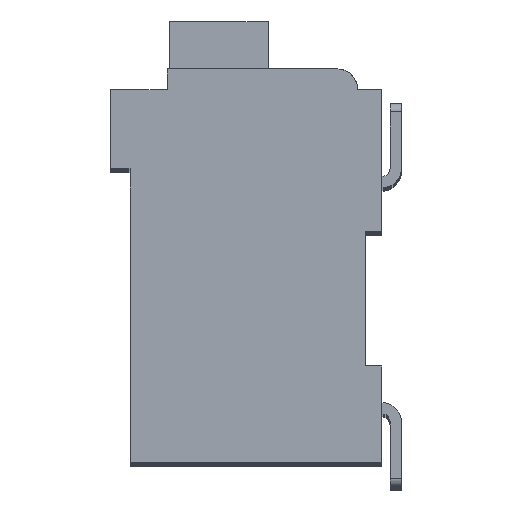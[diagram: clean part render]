
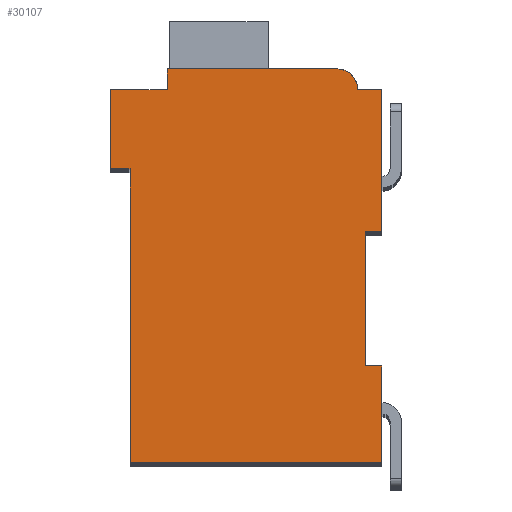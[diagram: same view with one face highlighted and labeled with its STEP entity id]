
A CAD part, top view. The second image highlights one B-rep face of the part: STEP entity #30107.
In plain terms, the highlighted planar face has unit normal (0, 0, 1).
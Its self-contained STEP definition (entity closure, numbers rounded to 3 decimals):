
#9270=DIRECTION('',(1.,0.,0.));
#9271=VECTOR('',#9270,0.5);
#9272=CARTESIAN_POINT('',(7.3,7.15,2.1));
#9273=LINE('',#9272,#9271);
#9274=DIRECTION('',(0.,1.,0.));
#9275=VECTOR('',#9274,4.15);
#9276=CARTESIAN_POINT('',(7.3,3.,2.1));
#9277=LINE('',#9276,#9275);
#9278=DIRECTION('',(-1.,0.,0.));
#9279=VECTOR('',#9278,0.5);
#9280=CARTESIAN_POINT('',(7.8,3.,2.1));
#9281=LINE('',#9280,#9279);
#9282=DIRECTION('',(0.,1.,0.));
#9283=VECTOR('',#9282,3.);
#9284=CARTESIAN_POINT('',(7.8,0.,2.1));
#9285=LINE('',#9284,#9283);
#9286=DIRECTION('',(1.,0.,0.));
#9287=VECTOR('',#9286,7.8);
#9288=CARTESIAN_POINT('',(0.,0.,2.1));
#9289=LINE('',#9288,#9287);
#9290=DIRECTION('',(0.,-1.,0.));
#9291=VECTOR('',#9290,9.1);
#9292=CARTESIAN_POINT('',(0.,9.1,2.1));
#9293=LINE('',#9292,#9291);
#9294=DIRECTION('',(1.,0.,0.));
#9295=VECTOR('',#9294,0.6);
#9296=CARTESIAN_POINT('',(-0.6,9.1,2.1));
#9297=LINE('',#9296,#9295);
#9298=DIRECTION('',(0.,-1.,0.));
#9299=VECTOR('',#9298,2.45);
#9300=CARTESIAN_POINT('',(-0.6,11.55,2.1));
#9301=LINE('',#9300,#9299);
#9302=DIRECTION('',(-1.,0.,0.));
#9303=VECTOR('',#9302,1.75);
#9304=CARTESIAN_POINT('',(1.15,11.55,2.1));
#9305=LINE('',#9304,#9303);
#9306=DIRECTION('',(0.,-1.,0.));
#9307=VECTOR('',#9306,0.65);
#9308=CARTESIAN_POINT('',(1.15,12.2,2.1));
#9309=LINE('',#9308,#9307);
#9310=DIRECTION('',(-1.,0.,0.));
#9311=VECTOR('',#9310,5.25);
#9312=CARTESIAN_POINT('',(6.4,12.2,2.1));
#9313=LINE('',#9312,#9311);
#9314=CARTESIAN_POINT('',(6.4,11.55,2.1));
#9315=DIRECTION('',(0.,0.,1.));
#9316=DIRECTION('',(1.,0.,0.));
#9317=AXIS2_PLACEMENT_3D('',#9314,#9315,#9316);
#9319=DIRECTION('',(-1.,0.,0.));
#9320=VECTOR('',#9319,0.75);
#9321=CARTESIAN_POINT('',(7.8,11.55,2.1));
#9322=LINE('',#9321,#9320);
#9323=DIRECTION('',(0.,1.,0.));
#9324=VECTOR('',#9323,4.4);
#9325=CARTESIAN_POINT('',(7.8,7.15,2.1));
#9326=LINE('',#9325,#9324);
#15031=CARTESIAN_POINT('',(7.3,7.15,2.1));
#15032=CARTESIAN_POINT('',(7.8,7.15,2.1));
#15033=VERTEX_POINT('',#15031);
#15034=VERTEX_POINT('',#15032);
#15035=CARTESIAN_POINT('',(7.8,11.55,2.1));
#15036=VERTEX_POINT('',#15035);
#15037=CARTESIAN_POINT('',(7.05,11.55,2.1));
#15038=VERTEX_POINT('',#15037);
#15039=CARTESIAN_POINT('',(6.4,12.2,2.1));
#15040=VERTEX_POINT('',#15039);
#15041=CARTESIAN_POINT('',(1.15,12.2,2.1));
#15042=VERTEX_POINT('',#15041);
#15043=CARTESIAN_POINT('',(1.15,11.55,2.1));
#15044=VERTEX_POINT('',#15043);
#15045=CARTESIAN_POINT('',(-0.6,11.55,2.1));
#15046=VERTEX_POINT('',#15045);
#15047=CARTESIAN_POINT('',(-0.6,9.1,2.1));
#15048=VERTEX_POINT('',#15047);
#15049=CARTESIAN_POINT('',(0.,9.1,2.1));
#15050=VERTEX_POINT('',#15049);
#15051=CARTESIAN_POINT('',(0.,0.,2.1));
#15052=VERTEX_POINT('',#15051);
#15053=CARTESIAN_POINT('',(7.8,0.,2.1));
#15054=VERTEX_POINT('',#15053);
#15055=CARTESIAN_POINT('',(7.8,3.,2.1));
#15056=VERTEX_POINT('',#15055);
#15057=CARTESIAN_POINT('',(7.3,3.,2.1));
#15058=VERTEX_POINT('',#15057);
#30086=CARTESIAN_POINT('',(0.,0.,2.1));
#30087=DIRECTION('',(0.,0.,1.));
#30088=DIRECTION('',(1.,0.,0.));
#30089=AXIS2_PLACEMENT_3D('',#30086,#30087,#30088);
#30090=PLANE('',#30089);
#30091=ORIENTED_EDGE('',*,*,#19760,.F.);
#30092=ORIENTED_EDGE('',*,*,#20470,.F.);
#30093=ORIENTED_EDGE('',*,*,#25726,.F.);
#30094=ORIENTED_EDGE('',*,*,#26111,.F.);
#30095=ORIENTED_EDGE('',*,*,#26560,.F.);
#30096=ORIENTED_EDGE('',*,*,#27157,.F.);
#30097=ORIENTED_EDGE('',*,*,#27408,.F.);
#30098=ORIENTED_EDGE('',*,*,#27642,.F.);
#30099=ORIENTED_EDGE('',*,*,#27995,.F.);
#30100=ORIENTED_EDGE('',*,*,#28676,.F.);
#30101=ORIENTED_EDGE('',*,*,#29210,.F.);
#30102=ORIENTED_EDGE('',*,*,#28046,.F.);
#30103=ORIENTED_EDGE('',*,*,#28487,.F.);
#30104=ORIENTED_EDGE('',*,*,#20365,.F.);
#30105=EDGE_LOOP('',(#30091,#30092,#30093,#30094,#30095,#30096,#30097,#30098,
#30099,#30100,#30101,#30102,#30103,#30104));
#30106=FACE_OUTER_BOUND('',#30105,.F.);
#9318=CIRCLE('',#9317,0.65);
#19760=EDGE_CURVE('',#15033,#15034,#9273,.T.);
#20365=EDGE_CURVE('',#15034,#15036,#9326,.T.);
#20470=EDGE_CURVE('',#15058,#15033,#9277,.T.);
#25726=EDGE_CURVE('',#15056,#15058,#9281,.T.);
#26111=EDGE_CURVE('',#15054,#15056,#9285,.T.);
#26560=EDGE_CURVE('',#15052,#15054,#9289,.T.);
#27157=EDGE_CURVE('',#15050,#15052,#9293,.T.);
#27408=EDGE_CURVE('',#15048,#15050,#9297,.T.);
#27642=EDGE_CURVE('',#15046,#15048,#9301,.T.);
#27995=EDGE_CURVE('',#15044,#15046,#9305,.T.);
#28046=EDGE_CURVE('',#15038,#15040,#9318,.T.);
#28487=EDGE_CURVE('',#15036,#15038,#9322,.T.);
#28676=EDGE_CURVE('',#15042,#15044,#9309,.T.);
#29210=EDGE_CURVE('',#15040,#15042,#9313,.T.);
#30107=ADVANCED_FACE('',(#30106),#30090,.T.);
